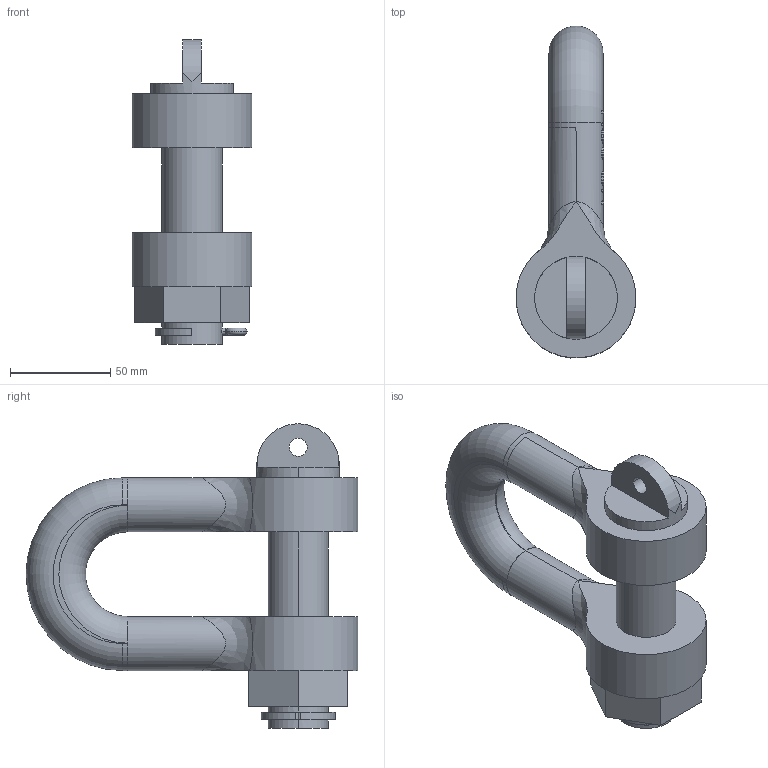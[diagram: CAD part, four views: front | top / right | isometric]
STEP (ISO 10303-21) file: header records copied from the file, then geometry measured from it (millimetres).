
FILE_DESCRIPTION((''),'2;1');
FILE_NAME('001-M31472-P-1','2016-04-12T',('Andreas.Wendler'),(''),'PRO/ENGINEER BY PARAMETRIC TECHNOLOGY CORPORATION, 2010140','PRO/ENGINEER BY PARAMETRIC TECHNOLOGY CORPORATION, 2010140','');
FILE_SCHEMA(('CONFIG_CONTROL_DESIGN'));
Length unit declared in the file: millimetre
Products named in the file (1): 001-M31472-P-1
Bounding box: 59.85 x 165.79 x 152.1 mm (x, y, z)
Volume: 378011.9 mm3; surface area: 50012.1 mm2
Topology: 1 solids, 1 shells, 370 faces, 1028 edges, 677 vertices
Faces by surface type: plane 306, cylinder 41, torus 19, bspline 4
Entity records: 12717 total; most frequent: CARTESIAN_POINT 3514, ORIENTED_EDGE 2056, DIRECTION 1680, EDGE_CURVE 1028, VERTEX_POINT 677, VECTOR 652, LINE 652, AXIS2_PLACEMENT_3D 514
